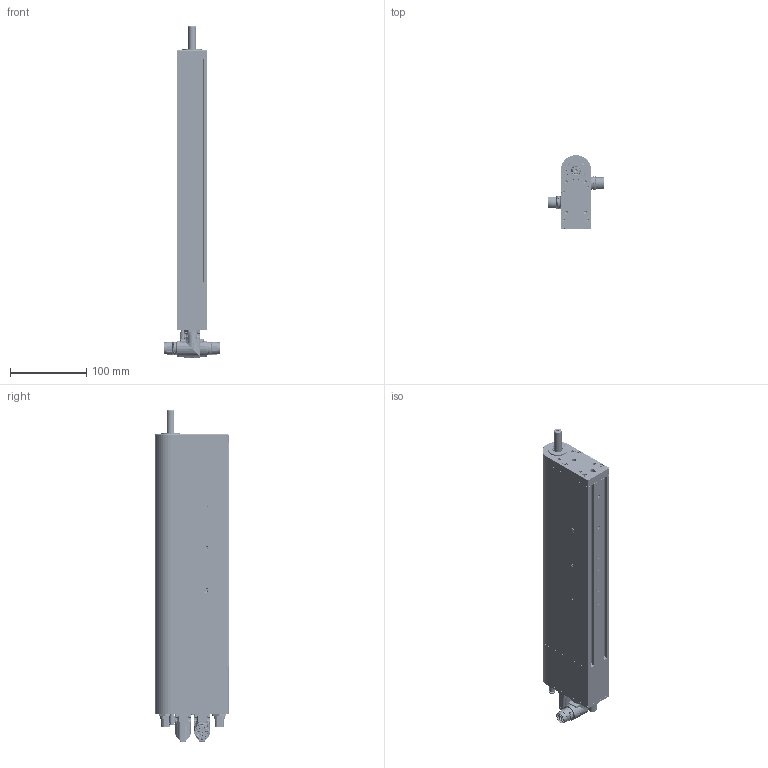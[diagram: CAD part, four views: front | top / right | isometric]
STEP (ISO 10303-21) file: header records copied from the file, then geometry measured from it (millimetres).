
FILE_DESCRIPTION (( 'STEP AP214' ), '1' );
FILE_NAME ('0186-2337_241031_PR02-40x51-R_23x80F-HP-R-70_MSxx_L01_TS03-FS03-R01.STEP', '2024-10-31T08:19:36', ( '' ), ( '' ), 'SwSTEP 2.0', 'SolidWorks 2024', '' );
FILE_SCHEMA (( 'AUTOMOTIVE_DESIGN' ));
Length unit declared in the file: millimetre
Products named in the file (3): 0186-2337_241031_PR02-40x51-R_23x80F-HP-R-70_MSxx_L01_TS03-FS03-R01; RS02k-DA295x10_RS01k-DA295; Gehäuse_PR02-40x51-R_23x80F-HP-R-70_MSxx_L01_TS03-FS03-R01
Assembly tree (2 placements, depth 2):
  0186-2337_241031_PR02-40x51-R_23x80F-HP-R-70_MSxx_L01_TS03-FS03-R01
    Gehäuse_PR02-40x51-R_23x80F-HP-R-70_MSxx_L01_TS03-FS03-R01
    RS02k-DA295x10_RS01k-DA295
Bounding box: 72.56 x 96 x 434.05 mm (x, y, z)
Volume: 1362711.3 mm3; surface area: 180346.7 mm2
Topology: 42 solids, 44 shells, 4730 faces, 11813 edges, 7244 vertices
Faces by surface type: cylinder 1471, plane 1360, bspline 925, cone 879, torus 93, sphere 2
Full cylindrical faces by diameter (mm): 0.6 x10, 0.8 x16, 1 x24, 1.1 x10, 2.05 x8, 2.1 x8, 2.5 x2, 2.501 x96, 2.7 x8, 3 x198, 3.2 x10, 3.3 x4, 3.4 x3, 4 x138, 4.2 x5, 4.25 x4, 4.5 x4, 4.8 x2, 5 x2, 5.5 x8, 6 x1, 7 x8, 7.5 x4, 7.7 x2, 8.3 x2, 10 x1, 10.4 x2, 11 x3, 13 x4, 13.8 x3
Entity records: 194831 total; most frequent: CARTESIAN_POINT 97053, ORIENTED_EDGE 19638, DIRECTION 17451, EDGE_CURVE 9819, AXIS2_PLACEMENT_3D 6900, VERTEX_POINT 6738, EDGE_LOOP 6113, FACE_OUTER_BOUND 5131
